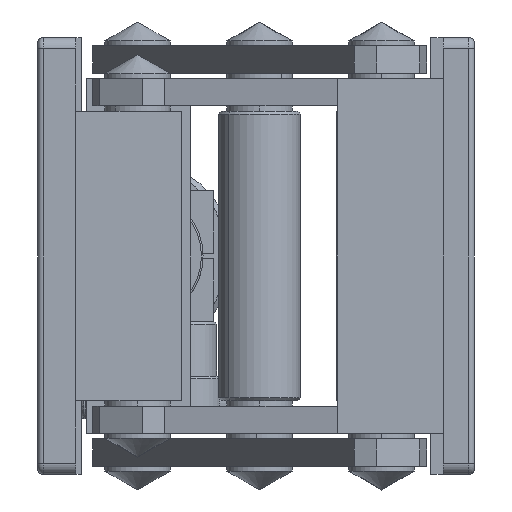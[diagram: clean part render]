
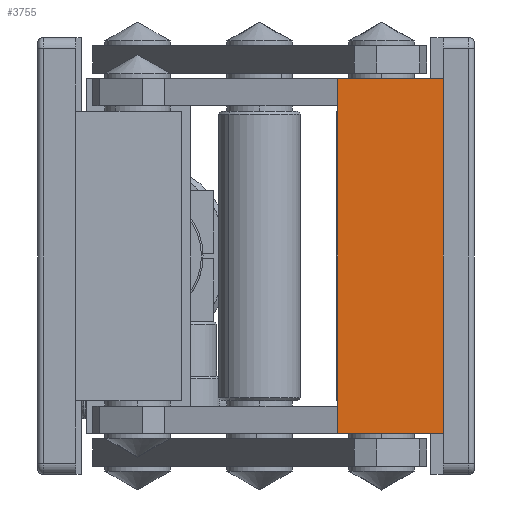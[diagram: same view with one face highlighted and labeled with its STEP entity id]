
A CAD part, left-side view. The second image highlights one B-rep face of the part: STEP entity #3755.
In plain terms, the highlighted planar face has unit normal (-1, 0, 0).
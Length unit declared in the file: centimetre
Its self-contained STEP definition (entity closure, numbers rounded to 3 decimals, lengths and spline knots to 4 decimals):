
#11 = VERTEX_POINT ( 'NONE', #10524 ) ;
#365 = CARTESIAN_POINT ( 'NONE',  ( -6., 2.5, -3.25 ) ) ;
#1132 = CARTESIAN_POINT ( 'NONE',  ( -6., 2.5, -3.25 ) ) ;
#1724 = CARTESIAN_POINT ( 'NONE',  ( -6., 2.5, 3.25 ) ) ;
#2765 = DIRECTION ( 'NONE',  ( 0., 0., -1. ) ) ;
#3436 = CARTESIAN_POINT ( 'NONE',  ( -6., 2.5, 3.25 ) ) ;
#3755 = ADVANCED_FACE ( 'NONE', ( #9711 ), #5314, .F. ) ;
#4660 = DIRECTION ( 'NONE',  ( 0., 0., 1. ) ) ;
#5022 = EDGE_LOOP ( 'NONE', ( #15501, #5213, #5658, #11305 ) ) ;
#5057 = LINE ( 'NONE', #8497, #10400 ) ;
#5099 = LINE ( 'NONE', #10785, #5778 ) ;
#5213 = ORIENTED_EDGE ( 'NONE', *, *, #12143, .F. ) ;
#5230 = EDGE_CURVE ( 'NONE', #11, #17168, #5099, .T. ) ;
#5270 = AXIS2_PLACEMENT_3D ( 'NONE', #9335, #8772, #2765 ) ;
#5314 = PLANE ( 'NONE',  #5270 ) ;
#5412 = LINE ( 'NONE', #365, #12901 ) ;
#5658 = ORIENTED_EDGE ( 'NONE', *, *, #6506, .F. ) ;
#5778 = VECTOR ( 'NONE', #11829, 100. ) ;
#6506 = EDGE_CURVE ( 'NONE', #11006, #15362, #5412, .T. ) ;
#8497 = CARTESIAN_POINT ( 'NONE',  ( -6., 2.5, -3.25 ) ) ;
#8707 = CARTESIAN_POINT ( 'NONE',  ( -6., 0.57, 3.25 ) ) ;
#8772 = DIRECTION ( 'NONE',  ( 1., 0., 0. ) ) ;
#9335 = CARTESIAN_POINT ( 'NONE',  ( -6., 2.5, -3.25 ) ) ;
#9711 = FACE_OUTER_BOUND ( 'NONE', #5022, .T. ) ;
#10400 = VECTOR ( 'NONE', #11320, 100. ) ;
#10524 = CARTESIAN_POINT ( 'NONE',  ( -6., 0.57, -3.25 ) ) ;
#10718 = DIRECTION ( 'NONE',  ( 0., -1., 0. ) ) ;
#10785 = CARTESIAN_POINT ( 'NONE',  ( -6., 0.57, -3.25 ) ) ;
#11006 = VERTEX_POINT ( 'NONE', #1132 ) ;
#11305 = ORIENTED_EDGE ( 'NONE', *, *, #14818, .T. ) ;
#11320 = DIRECTION ( 'NONE',  ( 0., -1., 0. ) ) ;
#11829 = DIRECTION ( 'NONE',  ( 0., 0., 1. ) ) ;
#12143 = EDGE_CURVE ( 'NONE', #15362, #17168, #13233, .T. ) ;
#12901 = VECTOR ( 'NONE', #4660, 100. ) ;
#13233 = LINE ( 'NONE', #1724, #14927 ) ;
#14818 = EDGE_CURVE ( 'NONE', #11006, #11, #5057, .T. ) ;
#14927 = VECTOR ( 'NONE', #10718, 100. ) ;
#15362 = VERTEX_POINT ( 'NONE', #3436 ) ;
#15501 = ORIENTED_EDGE ( 'NONE', *, *, #5230, .T. ) ;
#17168 = VERTEX_POINT ( 'NONE', #8707 ) ;
